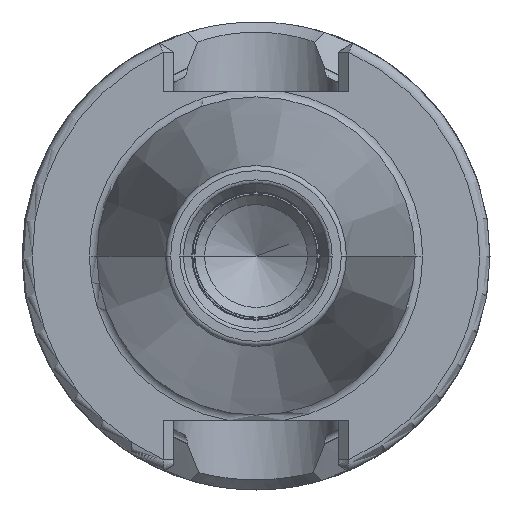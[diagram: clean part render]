
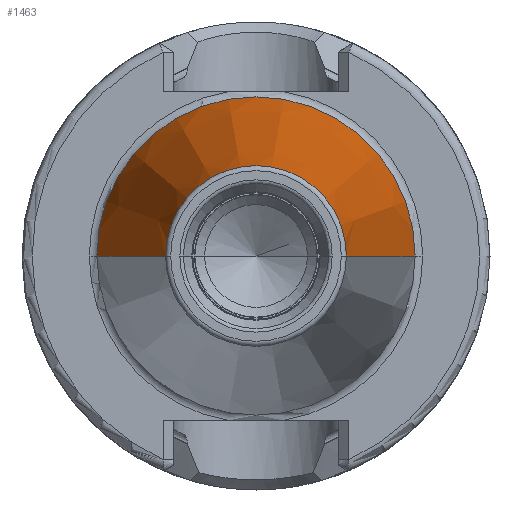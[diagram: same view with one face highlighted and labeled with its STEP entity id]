
A CAD part, left-side view. The second image highlights one B-rep face of the part: STEP entity #1463.
In plain terms, the highlighted conical face has half-angle 8.298 degrees and reference radius 12.258 mm.
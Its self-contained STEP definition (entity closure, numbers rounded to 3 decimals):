
#37=CARTESIAN_POINT('',(-47.972,0.,0.));
#38=DIRECTION('',(1.,0.,0.));
#39=DIRECTION('',(0.,1.,0.));
#40=AXIS2_PLACEMENT_3D('',#37,#38,#39);
#42=CARTESIAN_POINT('',(-1.629,0.,0.));
#43=DIRECTION('',(1.,0.,0.));
#44=DIRECTION('',(0.,1.,0.));
#45=AXIS2_PLACEMENT_3D('',#42,#43,#44);
#47=DIRECTION('',(-0.99,-0.144,0.));
#48=VECTOR('',#47,46.833);
#49=CARTESIAN_POINT('',(-1.629,15.637,0.));
#50=LINE('',#49,#48);
#51=DIRECTION('',(-0.99,0.144,0.));
#52=VECTOR('',#51,46.833);
#53=CARTESIAN_POINT('',(-1.629,-15.637,0.));
#54=LINE('',#53,#52);
#1156=CARTESIAN_POINT('',(-47.972,8.878,0.));
#1158=VERTEX_POINT('',#1156);
#1160=CARTESIAN_POINT('',(-47.972,-8.878,0.));
#1162=VERTEX_POINT('',#1160);
#1371=CARTESIAN_POINT('',(-1.629,15.637,0.));
#1372=VERTEX_POINT('',#1371);
#1373=CARTESIAN_POINT('',(-1.629,-15.637,0.));
#1374=VERTEX_POINT('',#1373);
#1449=CARTESIAN_POINT('',(-24.801,0.,0.));
#1450=DIRECTION('',(1.,0.,0.));
#1451=DIRECTION('',(0.,-1.,0.));
#1452=AXIS2_PLACEMENT_3D('',#1449,#1450,#1451);
#1453=CONICAL_SURFACE('',#1452,12.258,8.298);
#1455=ORIENTED_EDGE('',*,*,#1454,.F.);
#1457=ORIENTED_EDGE('',*,*,#1456,.T.);
#1459=ORIENTED_EDGE('',*,*,#1458,.T.);
#1460=ORIENTED_EDGE('',*,*,#1442,.F.);
#1461=EDGE_LOOP('',(#1455,#1457,#1459,#1460));
#1462=FACE_OUTER_BOUND('',#1461,.F.);
#1463=ADVANCED_FACE('',(#1462),#1453,.T.);
#41=CIRCLE('',#40,8.878);
#46=CIRCLE('',#45,15.637);
#1442=EDGE_CURVE('',#1158,#1162,#41,.T.);
#1454=EDGE_CURVE('',#1372,#1158,#50,.T.);
#1456=EDGE_CURVE('',#1372,#1374,#46,.T.);
#1458=EDGE_CURVE('',#1374,#1162,#54,.T.);
